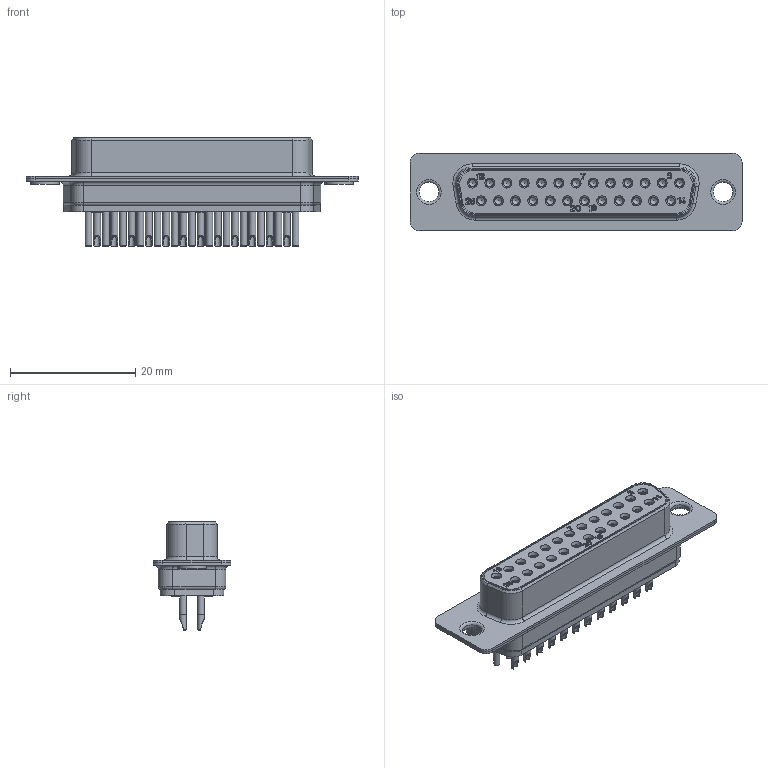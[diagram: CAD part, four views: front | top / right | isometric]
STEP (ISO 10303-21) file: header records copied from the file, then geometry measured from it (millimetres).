
FILE_DESCRIPTION(/* description */ ('Unknown'),/* implementation_level */ '2;1');
FILE_NAME(/* name */ '214613003',/* time_stamp */ '2019-04-12T16:37:55+08:00',/* author */ ('Unknown'),/* organization */ ('Unknown'),/* preprocessor_version */ 'ST-DEVELOPER v16.7',/* originating_system */ 'DEX',/* authorisation */ $);
FILE_SCHEMA (('AUTOMOTIVE_DESIGN {1 0 10303 214 3 1 1}'));
Length unit declared in the file: millimetre
Products named in the file (6): 214613003; N00637_BG; R+B00099_BG; R+B00129_BG; R+B00121_BG; N00742_BG
Assembly tree (29 placements, depth 2):
  214613003
    N00637_BG
    R+B00099_BG  x25
    R+B00129_BG
    R+B00121_BG
    N00742_BG
Bounding box: 53.1 x 12.4 x 17.3 mm (x, y, z)
Volume: 3152.1 mm3; surface area: 9719.2 mm2
Topology: 29 solids, 29 shells, 4725 faces, 11859 edges, 7297 vertices
Faces by surface type: plane 3909, cylinder 404, cone 229, bspline 109, torus 74
Full cylindrical faces by diameter (mm): 0.8 x25, 1.1 x25, 1.15 x25, 1.2 x25, 1.28 x25, 1.3 x25, 1.7 x25, 2 x50, 2.18 x25, 2.22 x50, 3.1 x2, 3.9 x2, 4.06 x2, 4.6 x2
Entity records: 31868 total; most frequent: CARTESIAN_POINT 10236, ORIENTED_EDGE 4086, DIRECTION 3970, EDGE_CURVE 2043, AXIS2_PLACEMENT_3D 1419, VERTEX_POINT 1411, FACE_BOUND 1240, EDGE_LOOP 1238
